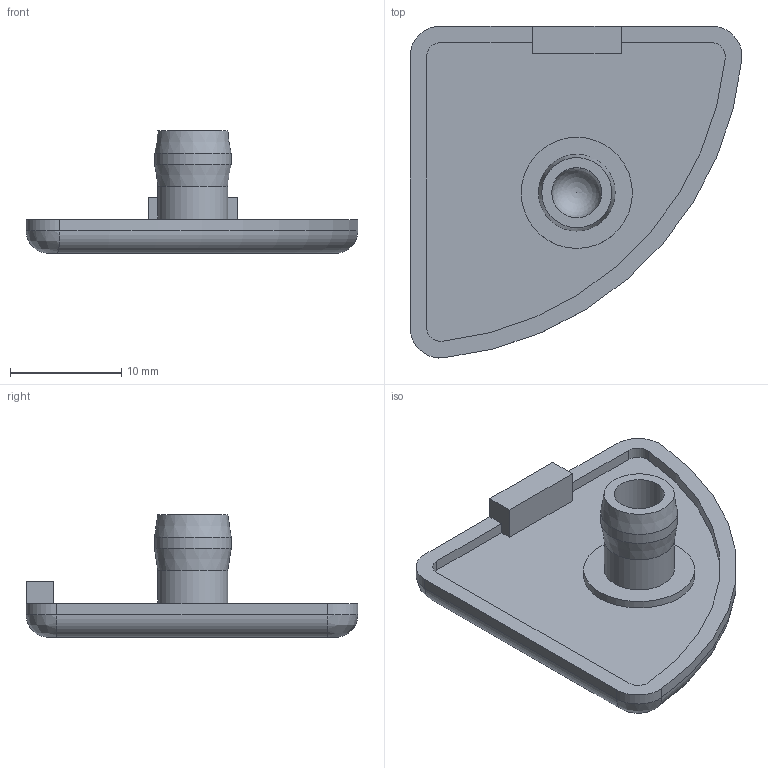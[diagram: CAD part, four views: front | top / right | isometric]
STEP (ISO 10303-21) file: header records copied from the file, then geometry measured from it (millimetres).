
FILE_DESCRIPTION((''),'2;1');
FILE_NAME('SZ0097S_A.stp','2013-08-20T11:34:32',('janine behrens'),(''),'Autodesk Inventor 2012','Autodesk Inventor 2012','');
FILE_SCHEMA(('AUTOMOTIVE_DESIGN { 1 0 10303 214 1 1 1 1 }'));
Length unit declared in the file: millimetre
Products named in the file (1): SZ0097S_A
Bounding box: 29.85 x 29.85 x 11 mm (x, y, z)
Volume: 1729.4 mm3; surface area: 2050.3 mm2
Topology: 1 solids, 1 shells, 35 faces, 84 edges, 53 vertices
Faces by surface type: plane 14, cylinder 14, bspline 3, cone 2, sphere 1, torus 1
Full cylindrical faces by diameter (mm): 4.5 x1, 6.3 x1, 6.9 x1, 10 x1
Entity records: 1116 total; most frequent: CARTESIAN_POINT 294, DIRECTION 176, ORIENTED_EDGE 150, EDGE_CURVE 75, AXIS2_PLACEMENT_3D 68, VERTEX_POINT 51, EDGE_LOOP 44, VECTOR 40
